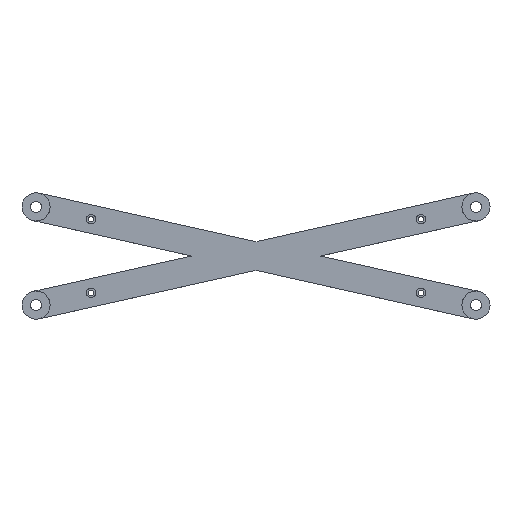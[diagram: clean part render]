
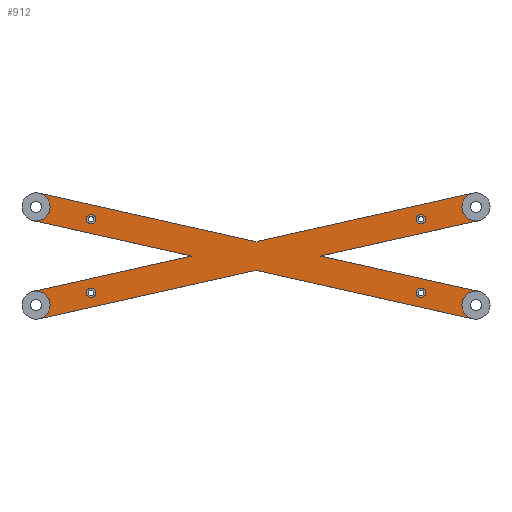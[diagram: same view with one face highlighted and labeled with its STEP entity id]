
A CAD part, top view. The second image highlights one B-rep face of the part: STEP entity #912.
In plain terms, the highlighted planar face has unit normal (0, 0, 1).
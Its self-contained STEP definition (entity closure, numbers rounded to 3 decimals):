
#47=FACE_BOUND('',#195,.T.);
#48=FACE_BOUND('',#196,.T.);
#49=FACE_BOUND('',#197,.T.);
#50=FACE_BOUND('',#198,.T.);
#76=PLANE('',#1029);
#128=FACE_OUTER_BOUND('',#194,.T.);
#194=EDGE_LOOP('',(#813,#814,#815,#816,#817,#818,#819,#820,#821,#822,#823,
#824));
#195=EDGE_LOOP('',(#825));
#196=EDGE_LOOP('',(#826));
#197=EDGE_LOOP('',(#827));
#198=EDGE_LOOP('',(#828));
#254=LINE('',#1498,#326);
#259=LINE('',#1510,#331);
#261=LINE('',#1514,#333);
#265=LINE('',#1525,#337);
#270=LINE('',#1556,#342);
#273=LINE('',#1562,#345);
#275=LINE('',#1566,#347);
#278=LINE('',#1571,#350);
#326=VECTOR('',#1222,10.);
#331=VECTOR('',#1235,10.);
#333=VECTOR('',#1239,10.);
#337=VECTOR('',#1251,10.);
#342=VECTOR('',#1290,10.);
#345=VECTOR('',#1295,10.);
#347=VECTOR('',#1299,10.);
#350=VECTOR('',#1304,10.);
#390=CIRCLE('',#1002,6.);
#392=CIRCLE('',#1007,6.);
#393=CIRCLE('',#1010,2.);
#395=CIRCLE('',#1014,2.);
#397=CIRCLE('',#1018,2.);
#399=CIRCLE('',#1022,2.);
#401=CIRCLE('',#1030,6.);
#402=CIRCLE('',#1031,6.);
#457=VERTEX_POINT('',#1495);
#458=VERTEX_POINT('',#1497);
#460=VERTEX_POINT('',#1504);
#461=VERTEX_POINT('',#1508);
#462=VERTEX_POINT('',#1512);
#464=VERTEX_POINT('',#1519);
#465=VERTEX_POINT('',#1523);
#466=VERTEX_POINT('',#1527);
#468=VERTEX_POINT('',#1534);
#470=VERTEX_POINT('',#1541);
#472=VERTEX_POINT('',#1548);
#474=VERTEX_POINT('',#1555);
#475=VERTEX_POINT('',#1559);
#476=VERTEX_POINT('',#1561);
#477=VERTEX_POINT('',#1565);
#478=VERTEX_POINT('',#1569);
#562=EDGE_CURVE('',#458,#457,#254,.T.);
#567=EDGE_CURVE('',#460,#457,#390,.T.);
#569=EDGE_CURVE('',#460,#461,#259,.T.);
#571=EDGE_CURVE('',#461,#462,#261,.T.);
#575=EDGE_CURVE('',#464,#462,#392,.T.);
#577=EDGE_CURVE('',#464,#465,#265,.T.);
#578=EDGE_CURVE('',#466,#466,#393,.T.);
#581=EDGE_CURVE('',#468,#468,#395,.T.);
#584=EDGE_CURVE('',#470,#470,#397,.T.);
#587=EDGE_CURVE('',#472,#472,#399,.T.);
#590=EDGE_CURVE('',#474,#458,#270,.T.);
#593=EDGE_CURVE('',#476,#475,#273,.T.);
#595=EDGE_CURVE('',#477,#476,#275,.T.);
#598=EDGE_CURVE('',#465,#478,#278,.T.);
#599=EDGE_CURVE('',#474,#475,#401,.T.);
#600=EDGE_CURVE('',#477,#478,#402,.T.);
#813=ORIENTED_EDGE('',*,*,#599,.F.);
#814=ORIENTED_EDGE('',*,*,#590,.T.);
#815=ORIENTED_EDGE('',*,*,#562,.T.);
#816=ORIENTED_EDGE('',*,*,#567,.F.);
#817=ORIENTED_EDGE('',*,*,#569,.T.);
#818=ORIENTED_EDGE('',*,*,#571,.T.);
#819=ORIENTED_EDGE('',*,*,#575,.F.);
#820=ORIENTED_EDGE('',*,*,#577,.T.);
#821=ORIENTED_EDGE('',*,*,#598,.T.);
#822=ORIENTED_EDGE('',*,*,#600,.F.);
#823=ORIENTED_EDGE('',*,*,#595,.T.);
#824=ORIENTED_EDGE('',*,*,#593,.T.);
#825=ORIENTED_EDGE('',*,*,#578,.T.);
#826=ORIENTED_EDGE('',*,*,#581,.T.);
#827=ORIENTED_EDGE('',*,*,#584,.T.);
#828=ORIENTED_EDGE('',*,*,#587,.T.);
#912=ADVANCED_FACE('',(#128,#47,#48,#49,#50),#76,.T.);
#1002=AXIS2_PLACEMENT_3D('',#1506,#1230,#1231);
#1007=AXIS2_PLACEMENT_3D('',#1521,#1246,#1247);
#1010=AXIS2_PLACEMENT_3D('',#1528,#1254,#1255);
#1014=AXIS2_PLACEMENT_3D('',#1535,#1263,#1264);
#1018=AXIS2_PLACEMENT_3D('',#1542,#1272,#1273);
#1022=AXIS2_PLACEMENT_3D('',#1549,#1281,#1282);
#1029=AXIS2_PLACEMENT_3D('',#1572,#1305,#1306);
#1030=AXIS2_PLACEMENT_3D('',#1573,#1307,#1308);
#1031=AXIS2_PLACEMENT_3D('',#1574,#1309,#1310);
#1222=DIRECTION('',(-0.976,-0.218,0.));
#1230=DIRECTION('center_axis',(0.,0.,1.));
#1231=DIRECTION('ref_axis',(1.,0.,0.));
#1235=DIRECTION('',(0.976,0.218,0.));
#1239=DIRECTION('',(0.976,-0.218,0.));
#1246=DIRECTION('center_axis',(0.,0.,1.));
#1247=DIRECTION('ref_axis',(-1.,0.,0.));
#1251=DIRECTION('',(-0.976,0.218,0.));
#1254=DIRECTION('center_axis',(0.,0.,-1.));
#1255=DIRECTION('ref_axis',(-1.,0.,0.));
#1263=DIRECTION('center_axis',(0.,0.,-1.));
#1264=DIRECTION('ref_axis',(-1.,0.,0.));
#1272=DIRECTION('center_axis',(0.,0.,-1.));
#1273=DIRECTION('ref_axis',(-1.,0.,0.));
#1281=DIRECTION('center_axis',(0.,0.,-1.));
#1282=DIRECTION('ref_axis',(-1.,0.,0.));
#1290=DIRECTION('',(0.976,-0.218,0.));
#1295=DIRECTION('',(-0.976,0.218,0.));
#1299=DIRECTION('',(-0.976,-0.218,0.));
#1304=DIRECTION('',(0.976,0.218,0.));
#1305=DIRECTION('center_axis',(0.,0.,1.));
#1306=DIRECTION('ref_axis',(1.,0.,0.));
#1307=DIRECTION('center_axis',(0.,0.,1.));
#1308=DIRECTION('ref_axis',(1.,0.,0.));
#1309=DIRECTION('center_axis',(0.,0.,1.));
#1310=DIRECTION('ref_axis',(-1.,0.,0.));
#1495=CARTESIAN_POINT('',(-95.308,-15.144,4.));
#1497=CARTESIAN_POINT('',(-27.519,0.,4.));
#1498=CARTESIAN_POINT('',(-95.308,-15.144,4.));
#1504=CARTESIAN_POINT('',(-92.692,-26.856,4.));
#1506=CARTESIAN_POINT('Origin',(-94.,-21.,4.));
#1508=CARTESIAN_POINT('',(0.,-6.148,4.));
#1510=CARTESIAN_POINT('',(-92.692,-26.856,4.));
#1512=CARTESIAN_POINT('',(92.692,-26.856,4.));
#1514=CARTESIAN_POINT('',(-95.308,15.144,4.));
#1519=CARTESIAN_POINT('',(95.308,-15.144,4.));
#1521=CARTESIAN_POINT('Origin',(94.,-21.,4.));
#1523=CARTESIAN_POINT('',(27.519,0.,4.));
#1525=CARTESIAN_POINT('',(-92.692,26.856,4.));
#1527=CARTESIAN_POINT('',(-68.5,-15.75,4.));
#1528=CARTESIAN_POINT('Origin',(-70.5,-15.75,4.));
#1534=CARTESIAN_POINT('',(72.5,-15.75,4.));
#1535=CARTESIAN_POINT('Origin',(70.5,-15.75,4.));
#1541=CARTESIAN_POINT('',(-68.5,15.75,4.));
#1542=CARTESIAN_POINT('Origin',(-70.5,15.75,4.));
#1548=CARTESIAN_POINT('',(72.5,15.75,4.));
#1549=CARTESIAN_POINT('Origin',(70.5,15.75,4.));
#1555=CARTESIAN_POINT('',(-95.308,15.144,4.));
#1556=CARTESIAN_POINT('',(-95.308,15.144,4.));
#1559=CARTESIAN_POINT('',(-92.692,26.856,4.));
#1561=CARTESIAN_POINT('',(0.,6.148,4.));
#1562=CARTESIAN_POINT('',(-92.692,26.856,4.));
#1565=CARTESIAN_POINT('',(92.692,26.856,4.));
#1566=CARTESIAN_POINT('',(-95.308,-15.144,4.));
#1569=CARTESIAN_POINT('',(95.308,15.144,4.));
#1571=CARTESIAN_POINT('',(-92.692,-26.856,4.));
#1572=CARTESIAN_POINT('Origin',(0.,0.,4.));
#1573=CARTESIAN_POINT('Origin',(-94.,21.,4.));
#1574=CARTESIAN_POINT('Origin',(94.,21.,4.));
